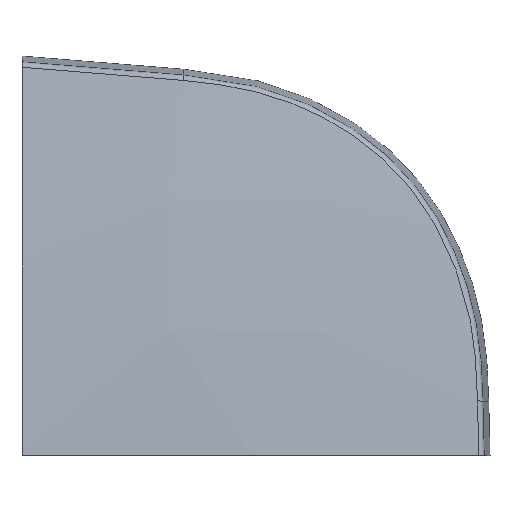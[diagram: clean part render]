
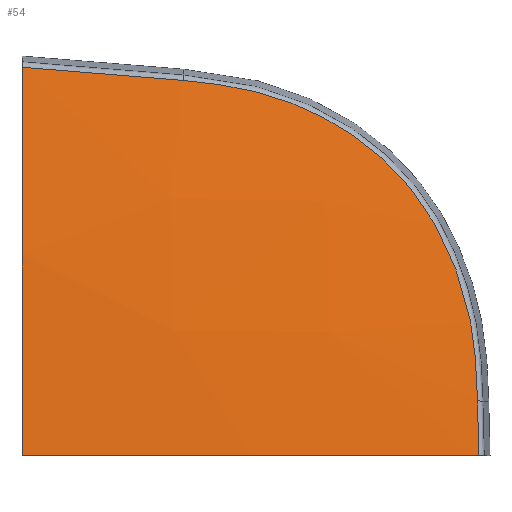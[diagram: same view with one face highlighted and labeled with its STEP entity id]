
A CAD part, top view. The second image highlights one B-rep face of the part: STEP entity #54.
In plain terms, the highlighted free-form (B-spline) face has degree [3, 3] with [4, 4] control points.
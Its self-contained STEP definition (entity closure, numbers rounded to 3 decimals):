
#47=B_SPLINE_SURFACE_WITH_KNOTS('',3,3,((#342,#343,#344,#345),(#346,#347,
#348,#349),(#350,#351,#352,#353),(#354,#355,#356,#357)),.UNSPECIFIED.,.F.,
 .F.,.F.,(4,4),(4,4),(0.,1.),(0.,1.),.UNSPECIFIED.);
#54=ADVANCED_FACE('',(#66),#47,.T.);
#66=FACE_OUTER_BOUND('',#76,.T.);
#76=EDGE_LOOP('',(#103,#104,#105,#106,#107));
#103=ORIENTED_EDGE('',*,*,#156,.T.);
#104=ORIENTED_EDGE('',*,*,#145,.T.);
#105=ORIENTED_EDGE('',*,*,#150,.T.);
#106=ORIENTED_EDGE('',*,*,#157,.T.);
#107=ORIENTED_EDGE('',*,*,#158,.T.);
#131=VERTEX_POINT('',#208);
#132=VERTEX_POINT('',#213);
#135=VERTEX_POINT('',#251);
#139=VERTEX_POINT('',#322);
#140=VERTEX_POINT('',#327);
#145=EDGE_CURVE('',#132,#131,#166,.T.);
#150=EDGE_CURVE('',#131,#135,#171,.T.);
#156=EDGE_CURVE('',#139,#132,#177,.T.);
#157=EDGE_CURVE('',#135,#140,#178,.T.);
#158=EDGE_CURVE('',#140,#139,#179,.T.);
#166=B_SPLINE_CURVE_WITH_KNOTS('',3,(#209,#210,#211,#212),.UNSPECIFIED.,
 .F.,.F.,(4,4),(0.,1.),.UNSPECIFIED.);
#171=B_SPLINE_CURVE_WITH_KNOTS('',3,(#252,#253,#254,#255),.UNSPECIFIED.,
 .F.,.F.,(4,4),(0.,1.),.UNSPECIFIED.);
#177=B_SPLINE_CURVE_WITH_KNOTS('',3,(#318,#319,#320,#321),.UNSPECIFIED.,
 .F.,.F.,(4,4),(0.,1.),.UNSPECIFIED.);
#178=B_SPLINE_CURVE_WITH_KNOTS('',3,(#323,#324,#325,#326),.UNSPECIFIED.,
 .F.,.F.,(4,4),(0.,1.),.UNSPECIFIED.);
#179=B_SPLINE_CURVE_WITH_KNOTS('',3,(#328,#329,#330,#331,#332,#333,#334,
#335,#336,#337,#338,#339,#340,#341),.UNSPECIFIED.,.F.,.F.,(4,2,2,2,2,2,
4),(0.,0.125,0.25,0.5,0.75,0.875,
1.),.UNSPECIFIED.);
#208=CARTESIAN_POINT('',(9.3,22.6,5.907));
#209=CARTESIAN_POINT('',(9.3,34.238,4.495));
#210=CARTESIAN_POINT('',(9.3,30.389,5.205));
#211=CARTESIAN_POINT('',(9.3,26.505,5.644));
#212=CARTESIAN_POINT('',(9.3,22.6,5.907));
#213=CARTESIAN_POINT('',(9.3,34.238,4.495));
#251=CARTESIAN_POINT('',(22.986,22.6,4.214));
#252=CARTESIAN_POINT('',(9.3,22.6,5.907));
#253=CARTESIAN_POINT('',(13.891,22.6,5.602));
#254=CARTESIAN_POINT('',(18.47,22.6,5.101));
#255=CARTESIAN_POINT('',(22.986,22.6,4.214));
#318=CARTESIAN_POINT('',(14.14,33.845,4.094));
#319=CARTESIAN_POINT('',(12.531,34.001,4.258));
#320=CARTESIAN_POINT('',(10.918,34.132,4.389));
#321=CARTESIAN_POINT('',(9.3,34.238,4.495));
#322=CARTESIAN_POINT('',(14.14,33.845,4.094));
#323=CARTESIAN_POINT('',(22.986,22.6,4.214));
#324=CARTESIAN_POINT('',(22.974,23.148,4.172));
#325=CARTESIAN_POINT('',(22.962,23.696,4.126));
#326=CARTESIAN_POINT('',(22.948,24.243,4.076));
#327=CARTESIAN_POINT('',(22.948,24.243,4.076));
#328=CARTESIAN_POINT('',(22.948,24.243,4.076));
#329=CARTESIAN_POINT('',(22.932,24.848,4.02));
#330=CARTESIAN_POINT('',(22.908,25.451,3.96));
#331=CARTESIAN_POINT('',(22.749,26.641,3.852));
#332=CARTESIAN_POINT('',(22.619,27.229,3.804));
#333=CARTESIAN_POINT('',(22.056,28.965,3.68));
#334=CARTESIAN_POINT('',(21.462,30.061,3.627));
#335=CARTESIAN_POINT('',(19.83,31.868,3.623));
#336=CARTESIAN_POINT('',(18.8,32.566,3.674));
#337=CARTESIAN_POINT('',(17.128,33.278,3.801));
#338=CARTESIAN_POINT('',(16.545,33.461,3.852));
#339=CARTESIAN_POINT('',(15.351,33.718,3.968));
#340=CARTESIAN_POINT('',(14.746,33.786,4.033));
#341=CARTESIAN_POINT('',(14.14,33.845,4.094));
#342=CARTESIAN_POINT('',(24.954,40.087,0.139));
#343=CARTESIAN_POINT('',(24.954,31.254,3.562));
#344=CARTESIAN_POINT('',(24.954,20.41,4.168));
#345=CARTESIAN_POINT('',(24.954,13.587,4.168));
#346=CARTESIAN_POINT('',(16.121,40.087,3.177));
#347=CARTESIAN_POINT('',(16.121,31.254,5.479));
#348=CARTESIAN_POINT('',(16.121,21.012,6.085));
#349=CARTESIAN_POINT('',(16.121,13.587,6.085));
#350=CARTESIAN_POINT('',(4.686,40.087,3.637));
#351=CARTESIAN_POINT('',(5.501,31.254,5.938));
#352=CARTESIAN_POINT('',(5.752,21.29,6.544));
#353=CARTESIAN_POINT('',(5.752,13.587,6.544));
#354=CARTESIAN_POINT('',(-1.546,40.087,3.637));
#355=CARTESIAN_POINT('',(-1.546,31.254,5.938));
#356=CARTESIAN_POINT('',(-1.546,21.29,6.544));
#357=CARTESIAN_POINT('',(-1.546,13.587,6.544));
